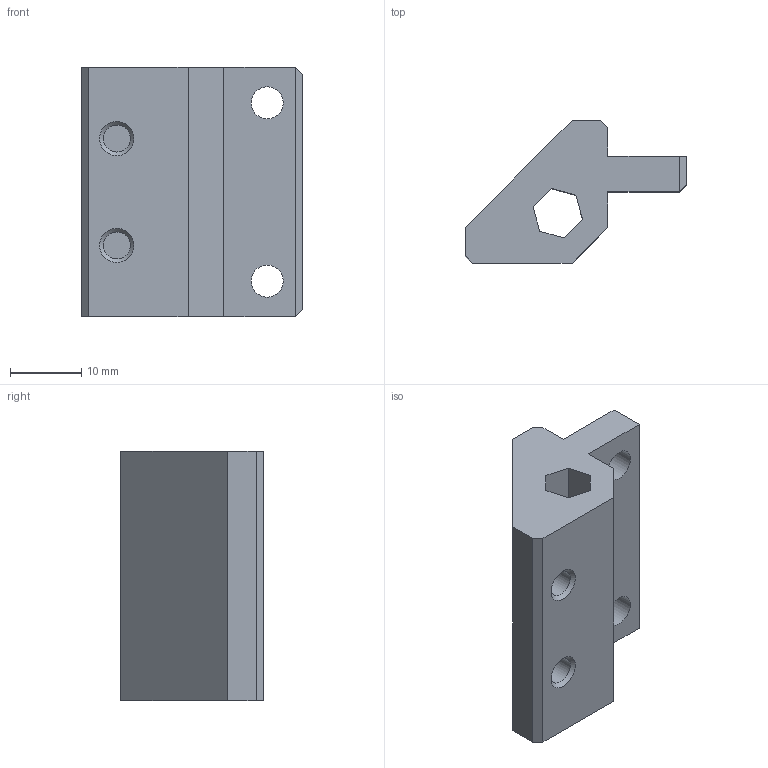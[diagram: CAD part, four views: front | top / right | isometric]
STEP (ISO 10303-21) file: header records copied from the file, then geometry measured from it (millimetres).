
FILE_DESCRIPTION(/* description */ (''),/* implementation_level */ '2;1');
FILE_NAME(/* name */ 'OSM-Mini TMNT - Modified corner bracket.step',/* time_stamp */ '2024-07-28T13:04:13-04:00',/* author */ (''),/* organization */ (''),/* preprocessor_version */ 'ST-DEVELOPER v20',/* originating_system */ 'Autodesk Translation Framework v13.14.0.145',/* authorisation */ '');
FILE_SCHEMA (('AUTOMOTIVE_DESIGN { 1 0 10303 214 3 1 1 }'));
Length unit declared in the file: millimetre
Products named in the file (2): OSM-Mini TMNT; Corner post - Standoff v1(Mirror)
Assembly tree (1 placements, depth 2):
  OSM-Mini TMNT
    Corner post - Standoff v1(Mirror)
Bounding box: 31.1 x 20 x 35 mm (x, y, z)
Volume: 10056.5 mm3; surface area: 4636.2 mm2
Topology: 1 solids, 1 shells, 31 faces, 77 edges, 50 vertices
Faces by surface type: plane 25, cylinder 4, cone 2
Full cylindrical faces by diameter (mm): 3.8 x2, 4.5 x2
Entity records: 981 total; most frequent: CARTESIAN_POINT 161, DIRECTION 155, ORIENTED_EDGE 154, EDGE_CURVE 77, LINE 67, VECTOR 67, VERTEX_POINT 50, AXIS2_PLACEMENT_3D 44
